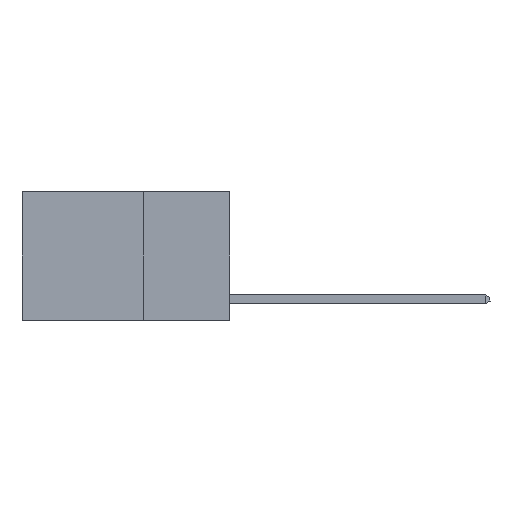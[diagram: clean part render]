
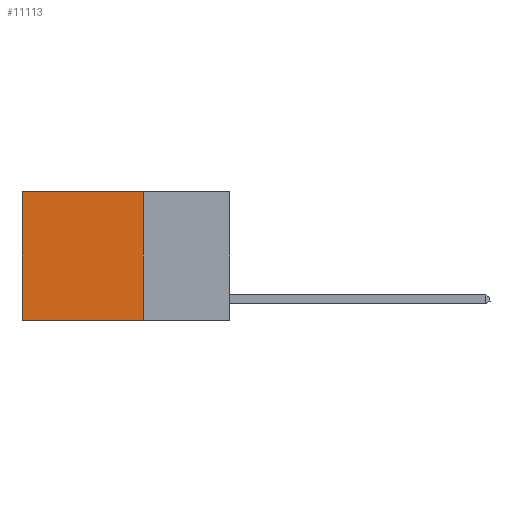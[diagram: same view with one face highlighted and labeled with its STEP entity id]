
A CAD part, left-side view. The second image highlights one B-rep face of the part: STEP entity #11113.
In plain terms, the highlighted planar face has unit normal (-1, 0, 0).
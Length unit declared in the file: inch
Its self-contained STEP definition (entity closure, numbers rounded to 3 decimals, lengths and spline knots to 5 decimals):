
#1018 = EDGE_CURVE ( 'NONE', #6554, #1163, #9621, .T. ) ;
#1163 = VERTEX_POINT ( 'NONE', #9504 ) ;
#1442 = EDGE_CURVE ( 'NONE', #2559, #5020, #2804, .T. ) ;
#1594 = VECTOR ( 'NONE', #3518, 39.37008 ) ;
#1733 = EDGE_LOOP ( 'NONE', ( #12457, #7874, #1762, #9568 ) ) ;
#1762 = ORIENTED_EDGE ( 'NONE', *, *, #5253, .F. ) ;
#2015 = CARTESIAN_POINT ( 'NONE',  ( 0.2625, 0.25, 0. ) ) ;
#2117 = DIRECTION ( 'NONE',  ( 1., 0., 0. ) ) ;
#2202 = FACE_OUTER_BOUND ( 'NONE', #1733, .T. ) ;
#2559 = VERTEX_POINT ( 'NONE', #5267 ) ;
#2804 = LINE ( 'NONE', #5740, #1594 ) ;
#3033 = CARTESIAN_POINT ( 'NONE',  ( 0.2625, 0.25, 0. ) ) ;
#3518 = DIRECTION ( 'NONE',  ( 0., 1., 0. ) ) ;
#4335 = VECTOR ( 'NONE', #11633, 39.37008 ) ;
#5004 = DIRECTION ( 'NONE',  ( 0., 0., -1. ) ) ;
#5020 = VERTEX_POINT ( 'NONE', #9173 ) ;
#5121 = CARTESIAN_POINT ( 'NONE',  ( 0.2625, 0.25, 0. ) ) ;
#5253 = EDGE_CURVE ( 'NONE', #6554, #2559, #7830, .T. ) ;
#5265 = VECTOR ( 'NONE', #8745, 39.37008 ) ;
#5267 = CARTESIAN_POINT ( 'NONE',  ( 0.2625, 0.25, -0.37 ) ) ;
#5740 = CARTESIAN_POINT ( 'NONE',  ( 0.2625, 0.25, -0.37 ) ) ;
#6515 = PLANE ( 'NONE',  #7411 ) ;
#6554 = VERTEX_POINT ( 'NONE', #3033 ) ;
#6941 = EDGE_CURVE ( 'NONE', #1163, #5020, #8563, .T. ) ;
#7411 = AXIS2_PLACEMENT_3D ( 'NONE', #5121, #2117, #5004 ) ;
#7756 = CARTESIAN_POINT ( 'NONE',  ( 0.2625, 0.6, 0. ) ) ;
#7830 = LINE ( 'NONE', #2015, #5265 ) ;
#7874 = ORIENTED_EDGE ( 'NONE', *, *, #1442, .F. ) ;
#8268 = VECTOR ( 'NONE', #10944, 39.37008 ) ;
#8563 = LINE ( 'NONE', #7756, #4335 ) ;
#8745 = DIRECTION ( 'NONE',  ( 0., 0., -1. ) ) ;
#9171 = CARTESIAN_POINT ( 'NONE',  ( 0.2625, 0.25, 0. ) ) ;
#9173 = CARTESIAN_POINT ( 'NONE',  ( 0.2625, 0.6, -0.37 ) ) ;
#9504 = CARTESIAN_POINT ( 'NONE',  ( 0.2625, 0.6, 0. ) ) ;
#9568 = ORIENTED_EDGE ( 'NONE', *, *, #1018, .T. ) ;
#9621 = LINE ( 'NONE', #9171, #8268 ) ;
#10944 = DIRECTION ( 'NONE',  ( 0., 1., 0. ) ) ;
#11113 = ADVANCED_FACE ( 'NONE', ( #2202 ), #6515, .F. ) ;
#11633 = DIRECTION ( 'NONE',  ( 0., 0., -1. ) ) ;
#12457 = ORIENTED_EDGE ( 'NONE', *, *, #6941, .T. ) ;
